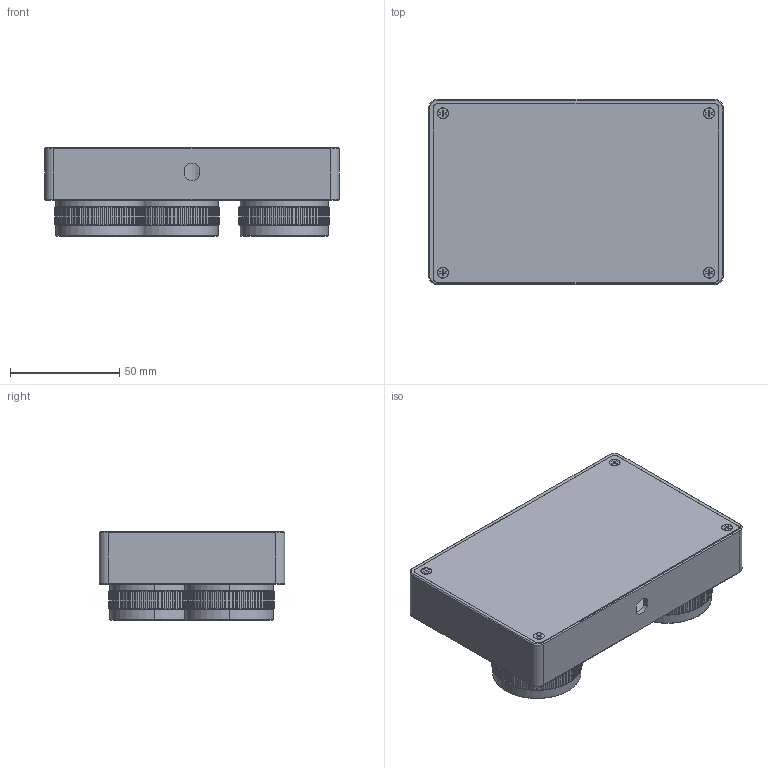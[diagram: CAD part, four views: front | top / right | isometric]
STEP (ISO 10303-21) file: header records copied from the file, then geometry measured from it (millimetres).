
FILE_DESCRIPTION((''),'2;1');
FILE_NAME('PACS-1_ASM','2023-03-08T',('daizh'),(''),'CREO PARAMETRIC BY PTC INC, 2018360','CREO PARAMETRIC BY PTC INC, 2018360','');
FILE_SCHEMA(('CONFIG_CONTROL_DESIGN'));
Length unit declared in the file: millimetre
Products named in the file (7): PACS-1_A1; PACS-1_A3; PACS-1_A4; PACS-1_A2; DWQ; M3X8_KM; PACS-1_ASM
Assembly tree (15 placements, depth 2):
  PACS-1_ASM
    PACS-1_A1
    PACS-1_A3  x3
    PACS-1_A4  x3
    PACS-1_A2
    DWQ  x3
    M3X8_KM  x4
Bounding box: 135 x 85 x 40.5 mm (x, y, z)
Volume: 151876.5 mm3; surface area: 107579.4 mm2
Topology: 15 solids, 15 shells, 1733 faces, 4834 edges, 3173 vertices
Faces by surface type: cylinder 886, cone 488, plane 200, bspline 124, torus 32, sphere 3
Entity records: 36733 total; most frequent: CARTESIAN_POINT 18472, ORIENTED_EDGE 4100, DIRECTION 3431, EDGE_CURVE 2050, AXIS2_PLACEMENT_3D 1398, VERTEX_POINT 1345, EDGE_LOOP 793, FACE_OUTER_BOUND 742
